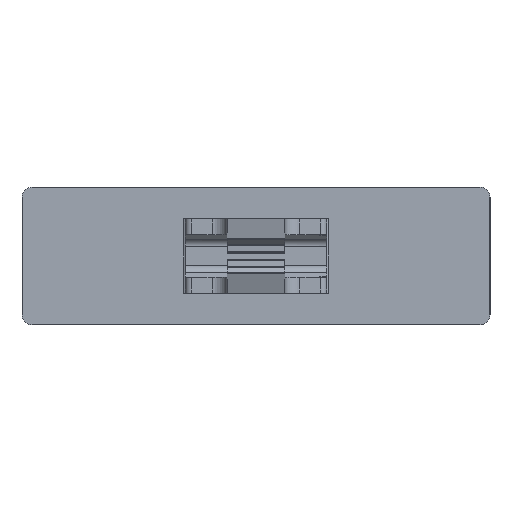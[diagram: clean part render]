
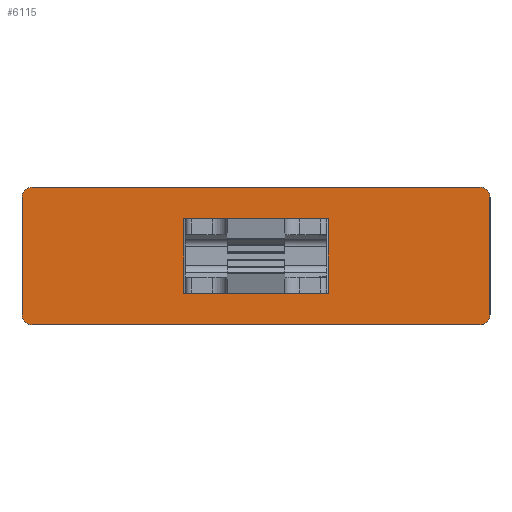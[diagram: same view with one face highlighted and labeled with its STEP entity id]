
A CAD part, front view. The second image highlights one B-rep face of the part: STEP entity #6115.
In plain terms, the highlighted planar face has unit normal (0, -1, 0).
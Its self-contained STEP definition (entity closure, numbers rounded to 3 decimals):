
#130 = FACE_OUTER_BOUND ( 'NONE', #5243, .T. ) ;
#131 = FACE_BOUND ( 'NONE', #5201, .T. ) ;
#151 = DIRECTION ( 'NONE',  ( 0., -1., 0. ) ) ;
#162 = CARTESIAN_POINT ( 'NONE',  ( -463.04, 146.234, 22.376 ) ) ;
#164 = DIRECTION ( 'NONE',  ( 1., 0., 0. ) ) ;
#176 = PLANE ( 'NONE',  #7288 ) ;
#1654 = ORIENTED_EDGE ( 'NONE', *, *, #6905, .T. ) ;
#1665 = ORIENTED_EDGE ( 'NONE', *, *, #6917, .T. ) ;
#1668 = ORIENTED_EDGE ( 'NONE', *, *, #6930, .T. ) ;
#1674 = ORIENTED_EDGE ( 'NONE', *, *, #6915, .T. ) ;
#1675 = ORIENTED_EDGE ( 'NONE', *, *, #6922, .T. ) ;
#1677 = ORIENTED_EDGE ( 'NONE', *, *, #6926, .T. ) ;
#1686 = ORIENTED_EDGE ( 'NONE', *, *, #6921, .T. ) ;
#1694 = ORIENTED_EDGE ( 'NONE', *, *, #6924, .T. ) ;
#1699 = ORIENTED_EDGE ( 'NONE', *, *, #6906, .T. ) ;
#1700 = ORIENTED_EDGE ( 'NONE', *, *, #6904, .T. ) ;
#1701 = ORIENTED_EDGE ( 'NONE', *, *, #6914, .T. ) ;
#1703 = ORIENTED_EDGE ( 'NONE', *, *, #6902, .T. ) ;
#2052 = CARTESIAN_POINT ( 'NONE',  ( -447.067, 146.234, 11.401 ) ) ;
#2080 = CARTESIAN_POINT ( 'NONE',  ( -432.817, 146.234, 18.751 ) ) ;
#2081 = CARTESIAN_POINT ( 'NONE',  ( -447.067, 146.234, 18.751 ) ) ;
#2102 = CARTESIAN_POINT ( 'NONE',  ( -416.84, 146.234, 20.876 ) ) ;
#2110 = CARTESIAN_POINT ( 'NONE',  ( -463.04, 146.234, 9.276 ) ) ;
#2120 = CARTESIAN_POINT ( 'NONE',  ( -432.817, 146.234, 11.401 ) ) ;
#2121 = CARTESIAN_POINT ( 'NONE',  ( -463.04, 146.234, 20.876 ) ) ;
#2128 = CARTESIAN_POINT ( 'NONE',  ( -417.84, 146.234, 8.276 ) ) ;
#2133 = CARTESIAN_POINT ( 'NONE',  ( -462.04, 146.234, 21.876 ) ) ;
#2135 = CARTESIAN_POINT ( 'NONE',  ( -416.84, 146.234, 9.276 ) ) ;
#2141 = CARTESIAN_POINT ( 'NONE',  ( -462.04, 146.234, 8.276 ) ) ;
#2155 = CARTESIAN_POINT ( 'NONE',  ( -417.84, 146.234, 21.876 ) ) ;
#2607 = DIRECTION ( 'NONE',  ( 0., 0., 1. ) ) ;
#2609 = DIRECTION ( 'NONE',  ( 0., 0., -1. ) ) ;
#2611 = CARTESIAN_POINT ( 'NONE',  ( -447.067, 146.234, 22.376 ) ) ;
#2613 = CARTESIAN_POINT ( 'NONE',  ( -417.84, 146.234, 9.276 ) ) ;
#2615 = LINE ( 'NONE', #2620, #7198 ) ;
#2617 = DIRECTION ( 'NONE',  ( 0., 0., 1. ) ) ;
#2620 = CARTESIAN_POINT ( 'NONE',  ( -416.84, 146.234, 22.376 ) ) ;
#2621 = CARTESIAN_POINT ( 'NONE',  ( -463.04, 146.234, 22.376 ) ) ;
#2623 = LINE ( 'NONE', #2648, #7218 ) ;
#2624 = LINE ( 'NONE', #2625, #7223 ) ;
#2625 = CARTESIAN_POINT ( 'NONE',  ( -432.817, 146.234, 22.376 ) ) ;
#2626 = LINE ( 'NONE', #2621, #7210 ) ;
#2635 = LINE ( 'NONE', #2611, #7239 ) ;
#2636 = DIRECTION ( 'NONE',  ( 0., 0., -1. ) ) ;
#2638 = LINE ( 'NONE', #2644, #7217 ) ;
#2639 = DIRECTION ( 'NONE',  ( 0., -1., 0. ) ) ;
#2641 = DIRECTION ( 'NONE',  ( -1., 0., 0. ) ) ;
#2642 = DIRECTION ( 'NONE',  ( 1., 0., 0. ) ) ;
#2644 = CARTESIAN_POINT ( 'NONE',  ( -463.04, 146.234, 21.876 ) ) ;
#2647 = DIRECTION ( 'NONE',  ( -1., 0., 0. ) ) ;
#2648 = CARTESIAN_POINT ( 'NONE',  ( -463.04, 146.234, 18.751 ) ) ;
#2664 = CARTESIAN_POINT ( 'NONE',  ( -417.84, 146.234, 20.876 ) ) ;
#2672 = DIRECTION ( 'NONE',  ( -1., 0., 0. ) ) ;
#2684 = DIRECTION ( 'NONE',  ( 0., -1., 0. ) ) ;
#2947 = LINE ( 'NONE', #2954, #7230 ) ;
#2954 = CARTESIAN_POINT ( 'NONE',  ( -463.04, 146.234, 11.401 ) ) ;
#2956 = DIRECTION ( 'NONE',  ( -1., 0., 0. ) ) ;
#2964 = DIRECTION ( 'NONE',  ( 0., -1., 0. ) ) ;
#2965 = CARTESIAN_POINT ( 'NONE',  ( -462.04, 146.234, 20.876 ) ) ;
#2969 = DIRECTION ( 'NONE',  ( -1., 0., 0. ) ) ;
#2973 = LINE ( 'NONE', #2981, #7237 ) ;
#2974 = DIRECTION ( 'NONE',  ( -1., 0., 0. ) ) ;
#2976 = DIRECTION ( 'NONE',  ( 0., -1., 0. ) ) ;
#2977 = DIRECTION ( 'NONE',  ( 1., 0., 0. ) ) ;
#2980 = CARTESIAN_POINT ( 'NONE',  ( -462.04, 146.234, 9.276 ) ) ;
#2981 = CARTESIAN_POINT ( 'NONE',  ( -463.04, 146.234, 8.276 ) ) ;
#4620 = VERTEX_POINT ( 'NONE', #2081 ) ;
#4632 = VERTEX_POINT ( 'NONE', #2052 ) ;
#4673 = VERTEX_POINT ( 'NONE', #2080 ) ;
#4712 = VERTEX_POINT ( 'NONE', #2155 ) ;
#4737 = VERTEX_POINT ( 'NONE', #2120 ) ;
#4743 = VERTEX_POINT ( 'NONE', #2121 ) ;
#4760 = VERTEX_POINT ( 'NONE', #2141 ) ;
#4770 = VERTEX_POINT ( 'NONE', #2110 ) ;
#4790 = VERTEX_POINT ( 'NONE', #2128 ) ;
#4801 = VERTEX_POINT ( 'NONE', #2135 ) ;
#4804 = VERTEX_POINT ( 'NONE', #2102 ) ;
#4814 = VERTEX_POINT ( 'NONE', #2133 ) ;
#5201 = EDGE_LOOP ( 'NONE', ( #1674, #1665, #1703, #1675 ) ) ;
#5243 = EDGE_LOOP ( 'NONE', ( #1668, #1677, #1699, #1701, #1654, #1700, #1694, #1686 ) ) ;
#6115 = ADVANCED_FACE ( 'NONE', ( #131, #130 ), #176, .T. ) ;
#6902 = EDGE_CURVE ( 'NONE', #4737, #4632, #2947, .T. ) ;
#6904 = EDGE_CURVE ( 'NONE', #4760, #4790, #2973, .T. ) ;
#6905 = EDGE_CURVE ( 'NONE', #4770, #4760, #7241, .T. ) ;
#6906 = EDGE_CURVE ( 'NONE', #4814, #4743, #7245, .T. ) ;
#6914 = EDGE_CURVE ( 'NONE', #4743, #4770, #2626, .T. ) ;
#6915 = EDGE_CURVE ( 'NONE', #4620, #4673, #2623, .T. ) ;
#6917 = EDGE_CURVE ( 'NONE', #4673, #4737, #2624, .T. ) ;
#6921 = EDGE_CURVE ( 'NONE', #4801, #4804, #2615, .T. ) ;
#6922 = EDGE_CURVE ( 'NONE', #4632, #4620, #2635, .T. ) ;
#6924 = EDGE_CURVE ( 'NONE', #4790, #4801, #7232, .T. ) ;
#6926 = EDGE_CURVE ( 'NONE', #4712, #4814, #2638, .T. ) ;
#6930 = EDGE_CURVE ( 'NONE', #4804, #4712, #7262, .T. ) ;
#7198 = VECTOR ( 'NONE', #2617, 1000. ) ;
#7210 = VECTOR ( 'NONE', #2609, 1000. ) ;
#7212 = AXIS2_PLACEMENT_3D ( 'NONE', #2980, #2976, #2969 ) ;
#7217 = VECTOR ( 'NONE', #2647, 1000. ) ;
#7218 = VECTOR ( 'NONE', #2642, 1000. ) ;
#7223 = VECTOR ( 'NONE', #2636, 1000. ) ;
#7224 = AXIS2_PLACEMENT_3D ( 'NONE', #2965, #2964, #2974 ) ;
#7227 = AXIS2_PLACEMENT_3D ( 'NONE', #2613, #2639, #2641 ) ;
#7230 = VECTOR ( 'NONE', #2956, 1000. ) ;
#7232 = CIRCLE ( 'NONE', #7227, 1. ) ;
#7237 = VECTOR ( 'NONE', #2977, 1000. ) ;
#7239 = VECTOR ( 'NONE', #2607, 1000. ) ;
#7241 = CIRCLE ( 'NONE', #7212, 1. ) ;
#7245 = CIRCLE ( 'NONE', #7224, 1. ) ;
#7255 = AXIS2_PLACEMENT_3D ( 'NONE', #2664, #2684, #2672 ) ;
#7262 = CIRCLE ( 'NONE', #7255, 1. ) ;
#7288 = AXIS2_PLACEMENT_3D ( 'NONE', #162, #151, #164 ) ;
